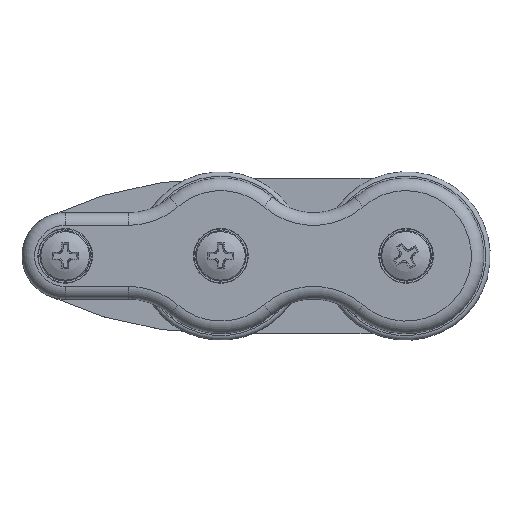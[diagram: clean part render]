
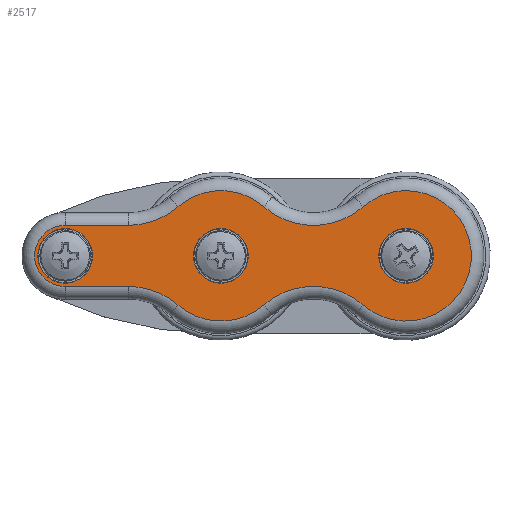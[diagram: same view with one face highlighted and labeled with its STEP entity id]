
A CAD part, top view. The second image highlights one B-rep face of the part: STEP entity #2517.
In plain terms, the highlighted planar face has unit normal (0, 0, 1).
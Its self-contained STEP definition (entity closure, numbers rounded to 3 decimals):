
#198=LINE('',#4901,#326);
#199=LINE('',#4905,#327);
#326=VECTOR('',#3530,15.);
#327=VECTOR('',#3533,15.);
#470=FACE_BOUND('',#856,.T.);
#471=FACE_BOUND('',#857,.T.);
#472=FACE_BOUND('',#858,.T.);
#620=FACE_OUTER_BOUND('',#855,.T.);
#855=EDGE_LOOP('',(#2188,#2189,#2190,#2191,#2192,#2193,#2194,#2195,#2196,
#2197));
#856=EDGE_LOOP('',(#2198));
#857=EDGE_LOOP('',(#2199));
#858=EDGE_LOOP('',(#2200));
#1015=CIRCLE('',#2806,6.5);
#1016=CIRCLE('',#2809,6.5);
#1017=CIRCLE('',#2812,6.5);
#1018=CIRCLE('',#2815,15.5);
#1019=CIRCLE('',#2816,17.958);
#1020=CIRCLE('',#2817,7.25);
#1021=CIRCLE('',#2818,17.958);
#1022=CIRCLE('',#2819,15.5);
#1023=CIRCLE('',#2820,17.958);
#1024=CIRCLE('',#2821,15.5);
#1025=CIRCLE('',#2822,17.958);
#1263=VERTEX_POINT('',#4883);
#1264=VERTEX_POINT('',#4887);
#1265=VERTEX_POINT('',#4891);
#1266=VERTEX_POINT('',#4895);
#1267=VERTEX_POINT('',#4896);
#1268=VERTEX_POINT('',#4898);
#1269=VERTEX_POINT('',#4900);
#1270=VERTEX_POINT('',#4902);
#1271=VERTEX_POINT('',#4904);
#1272=VERTEX_POINT('',#4906);
#1273=VERTEX_POINT('',#4908);
#1274=VERTEX_POINT('',#4910);
#1275=VERTEX_POINT('',#4912);
#1577=EDGE_CURVE('',#1263,#1263,#1015,.T.);
#1578=EDGE_CURVE('',#1264,#1264,#1016,.T.);
#1579=EDGE_CURVE('',#1265,#1265,#1017,.T.);
#1580=EDGE_CURVE('',#1266,#1267,#1018,.T.);
#1581=EDGE_CURVE('',#1268,#1266,#1019,.T.);
#1582=EDGE_CURVE('',#1269,#1268,#198,.T.);
#1583=EDGE_CURVE('',#1270,#1269,#1020,.T.);
#1584=EDGE_CURVE('',#1271,#1270,#199,.T.);
#1585=EDGE_CURVE('',#1272,#1271,#1021,.T.);
#1586=EDGE_CURVE('',#1273,#1272,#1022,.T.);
#1587=EDGE_CURVE('',#1274,#1273,#1023,.T.);
#1588=EDGE_CURVE('',#1275,#1274,#1024,.T.);
#1589=EDGE_CURVE('',#1267,#1275,#1025,.T.);
#2188=ORIENTED_EDGE('',*,*,#1580,.F.);
#2189=ORIENTED_EDGE('',*,*,#1581,.F.);
#2190=ORIENTED_EDGE('',*,*,#1582,.F.);
#2191=ORIENTED_EDGE('',*,*,#1583,.F.);
#2192=ORIENTED_EDGE('',*,*,#1584,.F.);
#2193=ORIENTED_EDGE('',*,*,#1585,.F.);
#2194=ORIENTED_EDGE('',*,*,#1586,.F.);
#2195=ORIENTED_EDGE('',*,*,#1587,.F.);
#2196=ORIENTED_EDGE('',*,*,#1588,.F.);
#2197=ORIENTED_EDGE('',*,*,#1589,.F.);
#2198=ORIENTED_EDGE('',*,*,#1577,.T.);
#2199=ORIENTED_EDGE('',*,*,#1578,.T.);
#2200=ORIENTED_EDGE('',*,*,#1579,.T.);
#2371=PLANE('',#2814);
#2517=ADVANCED_FACE('',(#620,#470,#471,#472),#2371,.T.);
#2806=AXIS2_PLACEMENT_3D('',#4884,#3508,#3509);
#2809=AXIS2_PLACEMENT_3D('',#4888,#3514,#3515);
#2812=AXIS2_PLACEMENT_3D('',#4892,#3520,#3521);
#2814=AXIS2_PLACEMENT_3D('',#4894,#3524,#3525);
#2815=AXIS2_PLACEMENT_3D('',#4897,#3526,#3527);
#2816=AXIS2_PLACEMENT_3D('',#4899,#3528,#3529);
#2817=AXIS2_PLACEMENT_3D('',#4903,#3531,#3532);
#2818=AXIS2_PLACEMENT_3D('',#4907,#3534,#3535);
#2819=AXIS2_PLACEMENT_3D('',#4909,#3536,#3537);
#2820=AXIS2_PLACEMENT_3D('',#4911,#3538,#3539);
#2821=AXIS2_PLACEMENT_3D('',#4913,#3540,#3541);
#2822=AXIS2_PLACEMENT_3D('',#4914,#3542,#3543);
#3508=DIRECTION('center_axis',(0.,0.,-1.));
#3509=DIRECTION('ref_axis',(0.944,-0.331,0.));
#3514=DIRECTION('center_axis',(0.,0.,-1.));
#3515=DIRECTION('ref_axis',(1.,0.,0.));
#3520=DIRECTION('center_axis',(0.,0.,-1.));
#3521=DIRECTION('ref_axis',(1.,0.,0.));
#3524=DIRECTION('center_axis',(0.,0.,1.));
#3525=DIRECTION('ref_axis',(1.,0.,0.));
#3526=DIRECTION('center_axis',(0.,0.,-1.));
#3527=DIRECTION('ref_axis',(0.,1.,0.));
#3528=DIRECTION('center_axis',(0.,0.,1.));
#3529=DIRECTION('ref_axis',(0.351,-0.936,0.));
#3530=DIRECTION('',(1.,0.,0.));
#3531=DIRECTION('center_axis',(0.,0.,-1.));
#3532=DIRECTION('ref_axis',(-1.,0.,0.));
#3533=DIRECTION('',(-1.,0.,0.));
#3534=DIRECTION('center_axis',(0.,0.,1.));
#3535=DIRECTION('ref_axis',(0.351,0.936,0.));
#3536=DIRECTION('center_axis',(0.,0.,-1.));
#3537=DIRECTION('ref_axis',(0.,-1.,0.));
#3538=DIRECTION('center_axis',(0.,0.,1.));
#3539=DIRECTION('ref_axis',(0.,1.,0.));
#3540=DIRECTION('center_axis',(0.,0.,-1.));
#3541=DIRECTION('ref_axis',(1.,0.,0.));
#3542=DIRECTION('center_axis',(0.,0.,1.));
#3543=DIRECTION('ref_axis',(0.,-1.,0.));
#4883=CARTESIAN_POINT('',(-87.133,2.152,27.7));
#4884=CARTESIAN_POINT('Origin',(-81.,0.,27.7));
#4887=CARTESIAN_POINT('',(-50.5,0.,27.7));
#4888=CARTESIAN_POINT('Origin',(-44.,0.,27.7));
#4891=CARTESIAN_POINT('',(-6.5,0.,27.7));
#4892=CARTESIAN_POINT('Origin',(0.,0.,27.7));
#4894=CARTESIAN_POINT('Origin',(-34.832,0.,
27.7));
#4895=CARTESIAN_POINT('',(-54.192,11.678,27.7));
#4896=CARTESIAN_POINT('',(-33.808,11.678,27.7));
#4897=CARTESIAN_POINT('Origin',(-44.,0.,27.7));
#4898=CARTESIAN_POINT('',(-66.,7.25,27.7));
#4899=CARTESIAN_POINT('Origin',(-66.,25.208,27.7));
#4900=CARTESIAN_POINT('',(-81.,7.25,27.7));
#4901=CARTESIAN_POINT('',(-50.416,7.25,27.7));
#4902=CARTESIAN_POINT('',(-81.,-7.25,27.7));
#4903=CARTESIAN_POINT('Origin',(-81.,0.,27.7));
#4904=CARTESIAN_POINT('',(-66.,-7.25,27.7));
#4905=CARTESIAN_POINT('',(-57.916,-7.25,27.7));
#4906=CARTESIAN_POINT('',(-54.192,-11.678,27.7));
#4907=CARTESIAN_POINT('Origin',(-66.,-25.208,27.7));
#4908=CARTESIAN_POINT('',(-33.808,-11.678,27.7));
#4909=CARTESIAN_POINT('Origin',(-44.,0.,27.7));
#4910=CARTESIAN_POINT('',(-10.192,-11.678,27.7));
#4911=CARTESIAN_POINT('Origin',(-22.,-25.208,27.7));
#4912=CARTESIAN_POINT('',(-10.192,11.678,27.7));
#4913=CARTESIAN_POINT('Origin',(0.,0.,27.7));
#4914=CARTESIAN_POINT('Origin',(-22.,25.208,27.7));
